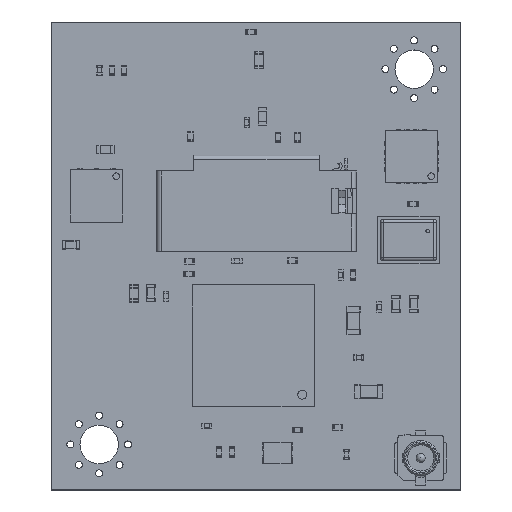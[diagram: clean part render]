
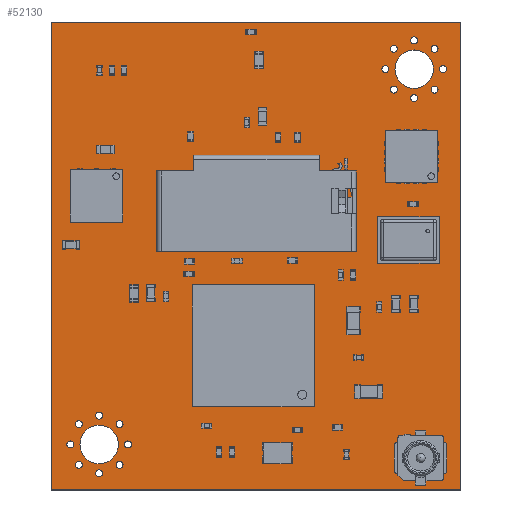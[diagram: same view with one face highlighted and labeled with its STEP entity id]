
A CAD part, top view. The second image highlights one B-rep face of the part: STEP entity #52130.
In plain terms, the highlighted planar face has unit normal (0, 0, 1).
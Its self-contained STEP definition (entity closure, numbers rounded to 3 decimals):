
#1861=FACE_BOUND('',#8438,.T.);
#1862=FACE_BOUND('',#8439,.T.);
#1863=FACE_BOUND('',#8440,.T.);
#1864=FACE_BOUND('',#8441,.T.);
#1865=FACE_BOUND('',#8442,.T.);
#1866=FACE_BOUND('',#8443,.T.);
#1867=FACE_BOUND('',#8444,.T.);
#1868=FACE_BOUND('',#8445,.T.);
#1869=FACE_BOUND('',#8446,.T.);
#1870=FACE_BOUND('',#8447,.T.);
#1871=FACE_BOUND('',#8448,.T.);
#1872=FACE_BOUND('',#8449,.T.);
#1873=FACE_BOUND('',#8450,.T.);
#1874=FACE_BOUND('',#8451,.T.);
#1875=FACE_BOUND('',#8452,.T.);
#1876=FACE_BOUND('',#8453,.T.);
#1877=FACE_BOUND('',#8454,.T.);
#1878=FACE_BOUND('',#8455,.T.);
#1879=FACE_BOUND('',#8456,.T.);
#2907=CIRCLE('',#56411,0.2);
#2908=CIRCLE('',#56412,0.2);
#2909=CIRCLE('',#56413,0.2);
#2910=CIRCLE('',#56414,0.2);
#2911=CIRCLE('',#56415,1.1);
#2912=CIRCLE('',#56416,0.2);
#2913=CIRCLE('',#56417,0.2);
#2914=CIRCLE('',#56418,0.2);
#2915=CIRCLE('',#56419,0.2);
#2916=CIRCLE('',#56420,0.25);
#2917=CIRCLE('',#56421,0.2);
#2918=CIRCLE('',#56422,0.2);
#2919=CIRCLE('',#56423,0.2);
#2920=CIRCLE('',#56424,0.2);
#2921=CIRCLE('',#56425,1.1);
#2922=CIRCLE('',#56426,0.2);
#2923=CIRCLE('',#56427,0.2);
#2924=CIRCLE('',#56428,0.2);
#2925=CIRCLE('',#56429,0.2);
#5614=FACE_OUTER_BOUND('',#8437,.T.);
#8437=EDGE_LOOP('',(#46699,#46700,#46701,#46702));
#8438=EDGE_LOOP('',(#46703));
#8439=EDGE_LOOP('',(#46704));
#8440=EDGE_LOOP('',(#46705));
#8441=EDGE_LOOP('',(#46706));
#8442=EDGE_LOOP('',(#46707));
#8443=EDGE_LOOP('',(#46708));
#8444=EDGE_LOOP('',(#46709));
#8445=EDGE_LOOP('',(#46710));
#8446=EDGE_LOOP('',(#46711));
#8447=EDGE_LOOP('',(#46712));
#8448=EDGE_LOOP('',(#46713));
#8449=EDGE_LOOP('',(#46714));
#8450=EDGE_LOOP('',(#46715));
#8451=EDGE_LOOP('',(#46716));
#8452=EDGE_LOOP('',(#46717));
#8453=EDGE_LOOP('',(#46718));
#8454=EDGE_LOOP('',(#46719));
#8455=EDGE_LOOP('',(#46720));
#8456=EDGE_LOOP('',(#46721));
#14455=LINE('',#85836,#20543);
#14459=LINE('',#85844,#20547);
#14461=LINE('',#85848,#20549);
#14465=LINE('',#85893,#20553);
#20543=VECTOR('',#69881,1.);
#20547=VECTOR('',#69887,1.);
#20549=VECTOR('',#69891,1.);
#20553=VECTOR('',#69937,1.);
#25331=VERTEX_POINT('',#85833);
#25332=VERTEX_POINT('',#85835);
#25335=VERTEX_POINT('',#85842);
#25336=VERTEX_POINT('',#85847);
#25357=VERTEX_POINT('',#85894);
#25358=VERTEX_POINT('',#85896);
#25359=VERTEX_POINT('',#85898);
#25360=VERTEX_POINT('',#85900);
#25361=VERTEX_POINT('',#85902);
#25362=VERTEX_POINT('',#85904);
#25363=VERTEX_POINT('',#85906);
#25364=VERTEX_POINT('',#85908);
#25365=VERTEX_POINT('',#85910);
#25366=VERTEX_POINT('',#85912);
#25367=VERTEX_POINT('',#85914);
#25368=VERTEX_POINT('',#85916);
#25369=VERTEX_POINT('',#85918);
#25370=VERTEX_POINT('',#85920);
#25371=VERTEX_POINT('',#85922);
#25372=VERTEX_POINT('',#85924);
#25373=VERTEX_POINT('',#85926);
#25374=VERTEX_POINT('',#85928);
#25375=VERTEX_POINT('',#85930);
#32485=EDGE_CURVE('',#25331,#25332,#14455,.T.);
#32489=EDGE_CURVE('',#25335,#25331,#14459,.T.);
#32491=EDGE_CURVE('',#25332,#25336,#14461,.T.);
#32514=EDGE_CURVE('',#25336,#25335,#14465,.T.);
#32515=EDGE_CURVE('',#25357,#25357,#2907,.T.);
#32516=EDGE_CURVE('',#25358,#25358,#2908,.T.);
#32517=EDGE_CURVE('',#25359,#25359,#2909,.T.);
#32518=EDGE_CURVE('',#25360,#25360,#2910,.T.);
#32519=EDGE_CURVE('',#25361,#25361,#2911,.T.);
#32520=EDGE_CURVE('',#25362,#25362,#2912,.T.);
#32521=EDGE_CURVE('',#25363,#25363,#2913,.T.);
#32522=EDGE_CURVE('',#25364,#25364,#2914,.T.);
#32523=EDGE_CURVE('',#25365,#25365,#2915,.T.);
#32524=EDGE_CURVE('',#25366,#25366,#2916,.T.);
#32525=EDGE_CURVE('',#25367,#25367,#2917,.T.);
#32526=EDGE_CURVE('',#25368,#25368,#2918,.T.);
#32527=EDGE_CURVE('',#25369,#25369,#2919,.T.);
#32528=EDGE_CURVE('',#25370,#25370,#2920,.T.);
#32529=EDGE_CURVE('',#25371,#25371,#2921,.T.);
#32530=EDGE_CURVE('',#25372,#25372,#2922,.T.);
#32531=EDGE_CURVE('',#25373,#25373,#2923,.T.);
#32532=EDGE_CURVE('',#25374,#25374,#2924,.T.);
#32533=EDGE_CURVE('',#25375,#25375,#2925,.T.);
#46699=ORIENTED_EDGE('',*,*,#32485,.F.);
#46700=ORIENTED_EDGE('',*,*,#32489,.F.);
#46701=ORIENTED_EDGE('',*,*,#32514,.F.);
#46702=ORIENTED_EDGE('',*,*,#32491,.F.);
#46703=ORIENTED_EDGE('',*,*,#32515,.T.);
#46704=ORIENTED_EDGE('',*,*,#32516,.T.);
#46705=ORIENTED_EDGE('',*,*,#32517,.T.);
#46706=ORIENTED_EDGE('',*,*,#32518,.T.);
#46707=ORIENTED_EDGE('',*,*,#32519,.T.);
#46708=ORIENTED_EDGE('',*,*,#32520,.T.);
#46709=ORIENTED_EDGE('',*,*,#32521,.T.);
#46710=ORIENTED_EDGE('',*,*,#32522,.T.);
#46711=ORIENTED_EDGE('',*,*,#32523,.T.);
#46712=ORIENTED_EDGE('',*,*,#32524,.T.);
#46713=ORIENTED_EDGE('',*,*,#32525,.T.);
#46714=ORIENTED_EDGE('',*,*,#32526,.T.);
#46715=ORIENTED_EDGE('',*,*,#32527,.T.);
#46716=ORIENTED_EDGE('',*,*,#32528,.T.);
#46717=ORIENTED_EDGE('',*,*,#32529,.T.);
#46718=ORIENTED_EDGE('',*,*,#32530,.T.);
#46719=ORIENTED_EDGE('',*,*,#32531,.T.);
#46720=ORIENTED_EDGE('',*,*,#32532,.T.);
#46721=ORIENTED_EDGE('',*,*,#32533,.T.);
#49462=PLANE('',#56410);
#52130=ADVANCED_FACE('',(#5614,#1861,#1862,#1863,#1864,#1865,#1866,#1867,
#1868,#1869,#1870,#1871,#1872,#1873,#1874,#1875,#1876,#1877,#1878,#1879),
#49462,.T.);
#56410=AXIS2_PLACEMENT_3D('',#85892,#69935,#69936);
#56411=AXIS2_PLACEMENT_3D('',#85895,#69938,#69939);
#56412=AXIS2_PLACEMENT_3D('',#85897,#69940,#69941);
#56413=AXIS2_PLACEMENT_3D('',#85899,#69942,#69943);
#56414=AXIS2_PLACEMENT_3D('',#85901,#69944,#69945);
#56415=AXIS2_PLACEMENT_3D('',#85903,#69946,#69947);
#56416=AXIS2_PLACEMENT_3D('',#85905,#69948,#69949);
#56417=AXIS2_PLACEMENT_3D('',#85907,#69950,#69951);
#56418=AXIS2_PLACEMENT_3D('',#85909,#69952,#69953);
#56419=AXIS2_PLACEMENT_3D('',#85911,#69954,#69955);
#56420=AXIS2_PLACEMENT_3D('',#85913,#69956,#69957);
#56421=AXIS2_PLACEMENT_3D('',#85915,#69958,#69959);
#56422=AXIS2_PLACEMENT_3D('',#85917,#69960,#69961);
#56423=AXIS2_PLACEMENT_3D('',#85919,#69962,#69963);
#56424=AXIS2_PLACEMENT_3D('',#85921,#69964,#69965);
#56425=AXIS2_PLACEMENT_3D('',#85923,#69966,#69967);
#56426=AXIS2_PLACEMENT_3D('',#85925,#69968,#69969);
#56427=AXIS2_PLACEMENT_3D('',#85927,#69970,#69971);
#56428=AXIS2_PLACEMENT_3D('',#85929,#69972,#69973);
#56429=AXIS2_PLACEMENT_3D('',#85931,#69974,#69975);
#69881=DIRECTION('',(-1.,0.,0.));
#69887=DIRECTION('',(0.,-1.,0.));
#69891=DIRECTION('',(0.,1.,0.));
#69935=DIRECTION('center_axis',(0.,0.,1.));
#69936=DIRECTION('ref_axis',(1.,0.,0.));
#69937=DIRECTION('',(1.,0.,0.));
#69938=DIRECTION('center_axis',(0.,0.,-1.));
#69939=DIRECTION('ref_axis',(0.,-1.,0.));
#69940=DIRECTION('center_axis',(0.,0.,-1.));
#69941=DIRECTION('ref_axis',(0.,-1.,0.));
#69942=DIRECTION('center_axis',(0.,0.,-1.));
#69943=DIRECTION('ref_axis',(0.,-1.,0.));
#69944=DIRECTION('center_axis',(0.,0.,-1.));
#69945=DIRECTION('ref_axis',(0.,-1.,0.));
#69946=DIRECTION('center_axis',(0.,0.,-1.));
#69947=DIRECTION('ref_axis',(0.,-1.,0.));
#69948=DIRECTION('center_axis',(0.,0.,-1.));
#69949=DIRECTION('ref_axis',(0.,-1.,0.));
#69950=DIRECTION('center_axis',(0.,0.,-1.));
#69951=DIRECTION('ref_axis',(0.,-1.,0.));
#69952=DIRECTION('center_axis',(0.,0.,-1.));
#69953=DIRECTION('ref_axis',(0.,-1.,0.));
#69954=DIRECTION('center_axis',(0.,0.,-1.));
#69955=DIRECTION('ref_axis',(0.,-1.,0.));
#69956=DIRECTION('center_axis',(0.,0.,-1.));
#69957=DIRECTION('ref_axis',(0.,-1.,0.));
#69958=DIRECTION('center_axis',(0.,0.,-1.));
#69959=DIRECTION('ref_axis',(0.,-1.,0.));
#69960=DIRECTION('center_axis',(0.,0.,-1.));
#69961=DIRECTION('ref_axis',(0.,-1.,0.));
#69962=DIRECTION('center_axis',(0.,0.,-1.));
#69963=DIRECTION('ref_axis',(0.,-1.,0.));
#69964=DIRECTION('center_axis',(0.,0.,-1.));
#69965=DIRECTION('ref_axis',(0.,-1.,0.));
#69966=DIRECTION('center_axis',(0.,0.,-1.));
#69967=DIRECTION('ref_axis',(0.,-1.,0.));
#69968=DIRECTION('center_axis',(0.,0.,-1.));
#69969=DIRECTION('ref_axis',(0.,-1.,0.));
#69970=DIRECTION('center_axis',(0.,0.,-1.));
#69971=DIRECTION('ref_axis',(0.,-1.,0.));
#69972=DIRECTION('center_axis',(0.,0.,-1.));
#69973=DIRECTION('ref_axis',(0.,-1.,0.));
#69974=DIRECTION('center_axis',(0.,0.,-1.));
#69975=DIRECTION('ref_axis',(0.,-1.,0.));
#85833=CARTESIAN_POINT('',(179.,-88.728,1.51));
#85835=CARTESIAN_POINT('',(155.55,-88.728,1.51));
#85836=CARTESIAN_POINT('',(179.,-88.728,1.51));
#85842=CARTESIAN_POINT('',(179.,-61.95,1.51));
#85844=CARTESIAN_POINT('',(179.,-61.95,1.51));
#85847=CARTESIAN_POINT('',(155.55,-61.95,1.51));
#85848=CARTESIAN_POINT('',(155.55,-88.728,1.51));
#85892=CARTESIAN_POINT('Origin',(0.,0.,1.51));
#85893=CARTESIAN_POINT('',(155.55,-61.95,1.51));
#85894=CARTESIAN_POINT('',(157.133,-87.092,1.51));
#85895=CARTESIAN_POINT('Origin',(157.133,-87.292,1.51));
#85896=CARTESIAN_POINT('',(158.3,-87.575,1.51));
#85897=CARTESIAN_POINT('Origin',(158.3,-87.775,1.51));
#85898=CARTESIAN_POINT('',(156.65,-85.925,1.51));
#85899=CARTESIAN_POINT('Origin',(156.65,-86.125,1.51));
#85900=CARTESIAN_POINT('',(157.133,-84.758,1.51));
#85901=CARTESIAN_POINT('Origin',(157.133,-84.958,1.51));
#85902=CARTESIAN_POINT('',(158.3,-85.025,1.51));
#85903=CARTESIAN_POINT('Origin',(158.3,-86.125,1.51));
#85904=CARTESIAN_POINT('',(159.467,-87.092,1.51));
#85905=CARTESIAN_POINT('Origin',(159.467,-87.292,1.51));
#85906=CARTESIAN_POINT('',(159.95,-85.925,1.51));
#85907=CARTESIAN_POINT('Origin',(159.95,-86.125,1.51));
#85908=CARTESIAN_POINT('',(159.467,-84.758,1.51));
#85909=CARTESIAN_POINT('Origin',(159.467,-84.958,1.51));
#85910=CARTESIAN_POINT('',(158.3,-84.275,1.51));
#85911=CARTESIAN_POINT('Origin',(158.3,-84.475,1.51));
#85912=CARTESIAN_POINT('',(175.29,-74.175,1.51));
#85913=CARTESIAN_POINT('Origin',(175.29,-74.425,1.51));
#85914=CARTESIAN_POINT('',(176.325,-66.1,1.51));
#85915=CARTESIAN_POINT('Origin',(176.325,-66.3,1.51));
#85916=CARTESIAN_POINT('',(175.158,-65.617,1.51));
#85917=CARTESIAN_POINT('Origin',(175.158,-65.817,1.51));
#85918=CARTESIAN_POINT('',(174.675,-64.45,1.51));
#85919=CARTESIAN_POINT('Origin',(174.675,-64.65,1.51));
#85920=CARTESIAN_POINT('',(175.158,-63.283,1.51));
#85921=CARTESIAN_POINT('Origin',(175.158,-63.483,1.51));
#85922=CARTESIAN_POINT('',(176.325,-63.55,1.51));
#85923=CARTESIAN_POINT('Origin',(176.325,-64.65,1.51));
#85924=CARTESIAN_POINT('',(177.492,-65.617,1.51));
#85925=CARTESIAN_POINT('Origin',(177.492,-65.817,1.51));
#85926=CARTESIAN_POINT('',(177.975,-64.45,1.51));
#85927=CARTESIAN_POINT('Origin',(177.975,-64.65,1.51));
#85928=CARTESIAN_POINT('',(176.325,-62.8,1.51));
#85929=CARTESIAN_POINT('Origin',(176.325,-63.,1.51));
#85930=CARTESIAN_POINT('',(177.492,-63.283,1.51));
#85931=CARTESIAN_POINT('Origin',(177.492,-63.483,1.51));
